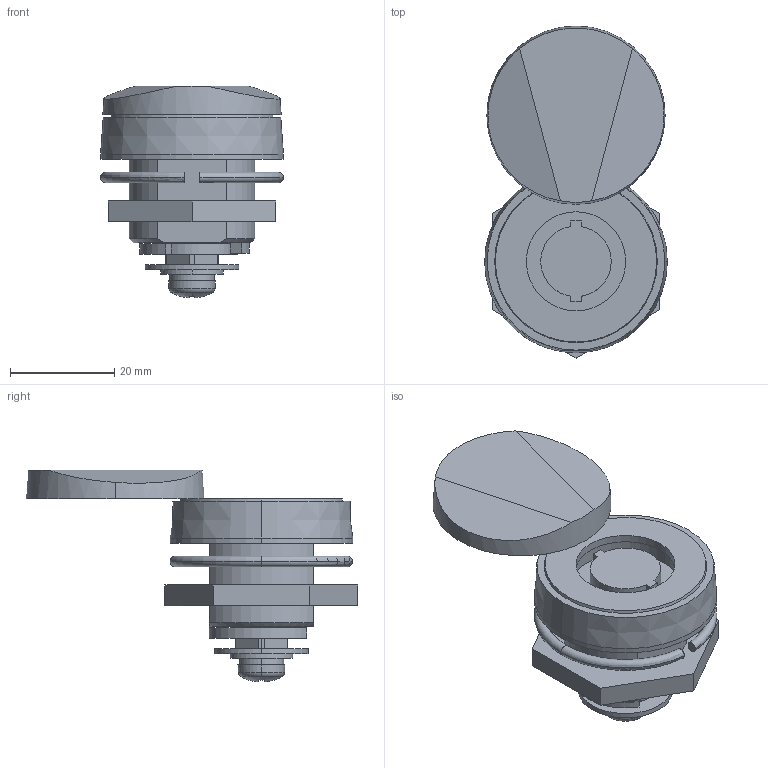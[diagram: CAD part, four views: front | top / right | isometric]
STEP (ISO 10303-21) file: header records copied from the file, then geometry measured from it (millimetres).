
FILE_DESCRIPTION (( 'STEP AP203' ), '1' );
FILE_NAME ('A-1314-3.STEP', '2020-09-17T08:40:03', ( '' ), ( '' ), 'SwSTEP 2.0', 'SolidWorks 2018', '' );
FILE_SCHEMA (( 'CONFIG_CONTROL_DESIGN' ));
Length unit declared in the file: millimetre
Products named in the file (11): A-1314-3_ストッパー_; A-1314-3_キャップ_; A-1314-3; A-1314-3_廫帤寠晅彫偹偠_撪宎婎弨ver1.03_M5亊10廫帤寠晅側傋彫偹偠(揝)僟僽儖僙儉僗(P3)媽JIS; A-1314-3_十字穴付小ねじ_内径基準ver1.03_M3×8十字穴付なべ小ねじ(鉄); A-1314-3_ローター_; A-1314-3_リングワッシャー_; A-1314-3_スペーサー_; A-1314-3_パッキン_; A-1314-3_本体_; A-1314-3_六角ナット_
Assembly tree (10 placements, depth 2):
  A-1314-3
    A-1314-3_本体_
    A-1314-3_ローター_
    A-1314-3_キャップ_
    A-1314-3_パッキン_
    A-1314-3_十字穴付小ねじ_内径基準ver1.03_M3×8十字穴付なべ小ねじ(鉄)
    A-1314-3_ストッパー_
    A-1314-3_スペーサー_
    A-1314-3_廫帤寠晅彫偹偠_撪宎婎弨ver1.03_M5亊10廫帤寠晅側傋彫偹偠(揝)僟僽儖僙儉僗(P3)媽JIS
    A-1314-3_リングワッシャー_
    A-1314-3_六角ナット_
Bounding box: 35 x 63.56 x 40.56 mm (x, y, z)
Volume: 17734.4 mm3; surface area: 14359.8 mm2
Topology: 10 solids, 10 shells, 226 faces, 554 edges, 360 vertices
Faces by surface type: plane 112, cylinder 67, cone 29, torus 12, sphere 4, bspline 2
Entity records: 8057 total; most frequent: CARTESIAN_POINT 1459, DIRECTION 1200, ORIENTED_EDGE 1100, EDGE_CURVE 550, AXIS2_PLACEMENT_3D 469, VERTEX_POINT 360, LINE 262, VECTOR 262
